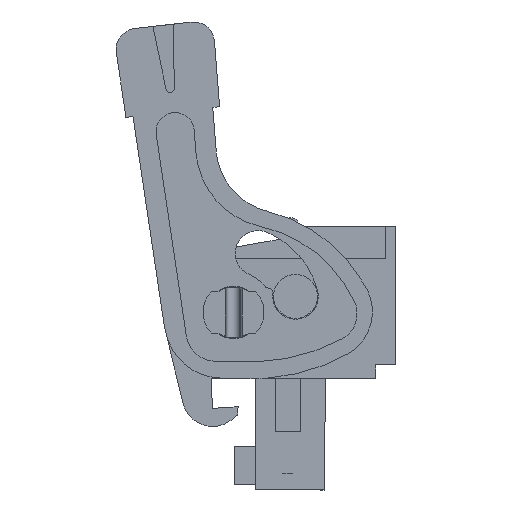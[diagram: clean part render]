
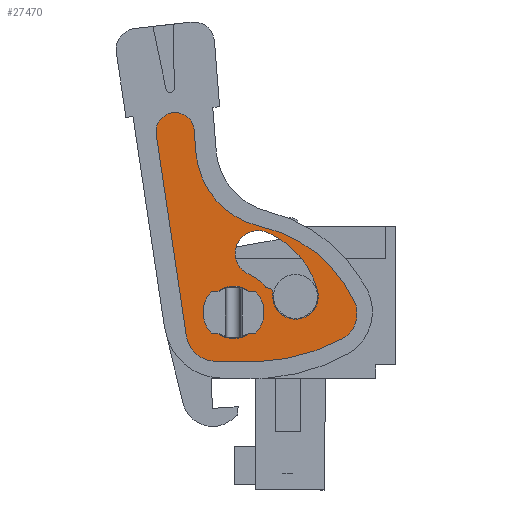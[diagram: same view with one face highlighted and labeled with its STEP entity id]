
A CAD part, left-side view. The second image highlights one B-rep face of the part: STEP entity #27470.
In plain terms, the highlighted planar face has unit normal (-1, 0, 0).
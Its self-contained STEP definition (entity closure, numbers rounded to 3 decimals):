
#27173=AXIS2_PLACEMENT_3D('Plane Axis2P3D',#27170,#27171,#27172) ;
#27302=AXIS2_PLACEMENT_3D('Circle Axis2P3D',#27300,#27301,$) ;
#27326=AXIS2_PLACEMENT_3D('Circle Axis2P3D',#27324,#27325,$) ;
#27352=AXIS2_PLACEMENT_3D('Circle Axis2P3D',#27350,#27351,$) ;
#27359=AXIS2_PLACEMENT_3D('Circle Axis2P3D',#27357,#27358,$) ;
#27366=AXIS2_PLACEMENT_3D('Circle Axis2P3D',#27364,#27365,$) ;
#27373=AXIS2_PLACEMENT_3D('Circle Axis2P3D',#27371,#27372,$) ;
#27396=AXIS2_PLACEMENT_3D('Circle Axis2P3D',#27394,#27395,$) ;
#27405=AXIS2_PLACEMENT_3D('Circle Axis2P3D',#27403,#27404,$) ;
#27412=AXIS2_PLACEMENT_3D('Circle Axis2P3D',#27410,#27411,$) ;
#27419=AXIS2_PLACEMENT_3D('Circle Axis2P3D',#27417,#27418,$) ;
#27426=AXIS2_PLACEMENT_3D('Circle Axis2P3D',#27424,#27425,$) ;
#27433=AXIS2_PLACEMENT_3D('Circle Axis2P3D',#27431,#27432,$) ;
#27440=AXIS2_PLACEMENT_3D('Circle Axis2P3D',#27438,#27439,$) ;
#27454=AXIS2_PLACEMENT_3D('Circle Axis2P3D',#27452,#27453,$) ;
#27463=AXIS2_PLACEMENT_3D('Circle Axis2P3D',#27461,#27462,$) ;
#27170=CARTESIAN_POINT('Axis2P3D Location',(1.1,1.4,0.)) ;
#27269=CARTESIAN_POINT('Line Origine',(1.1,13.287,15.072)) ;
#27273=CARTESIAN_POINT('Vertex',(1.1,12.398,9.121)) ;
#27275=CARTESIAN_POINT('Vertex',(1.1,14.176,21.023)) ;
#27300=CARTESIAN_POINT('Axis2P3D Location',(1.1,10.645,9.383)) ;
#27304=CARTESIAN_POINT('Vertex',(1.1,10.665,7.61)) ;
#27324=CARTESIAN_POINT('Axis2P3D Location',(1.1,13.058,21.19)) ;
#27328=CARTESIAN_POINT('Vertex',(1.1,11.931,21.279)) ;
#27343=CARTESIAN_POINT('Line Origine',(1.1,9.423,7.596)) ;
#27347=CARTESIAN_POINT('Vertex',(1.1,8.181,7.582)) ;
#27350=CARTESIAN_POINT('Axis2P3D Location',(1.1,8.615,19.073)) ;
#27354=CARTESIAN_POINT('Vertex',(1.1,3.202,8.927)) ;
#27357=CARTESIAN_POINT('Axis2P3D Location',(1.1,4.004,10.431)) ;
#27361=CARTESIAN_POINT('Vertex',(1.1,2.462,11.157)) ;
#27364=CARTESIAN_POINT('Axis2P3D Location',(1.1,9.73,7.737)) ;
#27368=CARTESIAN_POINT('Vertex',(1.1,8.015,15.585)) ;
#27371=CARTESIAN_POINT('Axis2P3D Location',(1.1,6.976,20.339)) ;
#27375=CARTESIAN_POINT('Vertex',(1.1,11.827,19.957)) ;
#27378=CARTESIAN_POINT('Line Origine',(1.1,11.879,20.618)) ;
#27394=CARTESIAN_POINT('Axis2P3D Location',(1.1,7.517,12.189)) ;
#27398=CARTESIAN_POINT('Vertex',(1.1,7.517,11.939)) ;
#27400=CARTESIAN_POINT('Vertex',(1.1,7.711,12.031)) ;
#27403=CARTESIAN_POINT('Axis2P3D Location',(1.1,9.6,10.5)) ;
#27407=CARTESIAN_POINT('Vertex',(1.1,8.672,12.747)) ;
#27410=CARTESIAN_POINT('Axis2P3D Location',(1.1,8.156,13.995)) ;
#27414=CARTESIAN_POINT('Vertex',(1.1,7.641,15.242)) ;
#27417=CARTESIAN_POINT('Axis2P3D Location',(1.1,9.6,10.5)) ;
#27421=CARTESIAN_POINT('Vertex',(1.1,4.633,11.789)) ;
#27424=CARTESIAN_POINT('Axis2P3D Location',(1.1,5.94,11.45)) ;
#27428=CARTESIAN_POINT('Vertex',(1.1,7.286,11.555)) ;
#27431=CARTESIAN_POINT('Axis2P3D Location',(1.1,6.887,11.524)) ;
#27435=CARTESIAN_POINT('Vertex',(1.1,7.274,11.625)) ;
#27438=CARTESIAN_POINT('Axis2P3D Location',(1.1,7.516,11.689)) ;
#27452=CARTESIAN_POINT('Axis2P3D Location',(1.1,9.6,10.5)) ;
#27456=CARTESIAN_POINT('Vertex',(1.1,9.6,8.95)) ;
#27458=CARTESIAN_POINT('Vertex',(1.1,9.6,12.05)) ;
#27461=CARTESIAN_POINT('Axis2P3D Location',(1.1,9.6,10.5)) ;
#27171=DIRECTION('Axis2P3D Direction',(1.,0.,0.)) ;
#27172=DIRECTION('Axis2P3D XDirection',(0.,1.,0.)) ;
#27270=DIRECTION('Vector Direction',(0.,0.148,0.989)) ;
#27301=DIRECTION('Axis2P3D Direction',(1.,0.,0.)) ;
#27325=DIRECTION('Axis2P3D Direction',(1.,0.,0.)) ;
#27344=DIRECTION('Vector Direction',(0.,1.,0.011)) ;
#27351=DIRECTION('Axis2P3D Direction',(1.,0.,0.)) ;
#27358=DIRECTION('Axis2P3D Direction',(1.,0.,0.)) ;
#27365=DIRECTION('Axis2P3D Direction',(1.,0.,0.)) ;
#27372=DIRECTION('Axis2P3D Direction',(1.,0.,0.)) ;
#27379=DIRECTION('Vector Direction',(0.,-0.078,-0.997)) ;
#27395=DIRECTION('Axis2P3D Direction',(1.,0.,0.)) ;
#27404=DIRECTION('Axis2P3D Direction',(1.,0.,0.)) ;
#27411=DIRECTION('Axis2P3D Direction',(1.,0.,0.)) ;
#27418=DIRECTION('Axis2P3D Direction',(1.,0.,0.)) ;
#27425=DIRECTION('Axis2P3D Direction',(1.,0.,0.)) ;
#27432=DIRECTION('Axis2P3D Direction',(1.,0.,0.)) ;
#27439=DIRECTION('Axis2P3D Direction',(1.,0.,0.)) ;
#27453=DIRECTION('Axis2P3D Direction',(1.,0.,0.)) ;
#27462=DIRECTION('Axis2P3D Direction',(1.,0.,0.)) ;
#27271=VECTOR('Line Direction',#27270,1.) ;
#27345=VECTOR('Line Direction',#27344,1.) ;
#27380=VECTOR('Line Direction',#27379,1.) ;
#27384=ORIENTED_EDGE('',*,*,#27306,.F.) ;
#27385=ORIENTED_EDGE('',*,*,#27349,.F.) ;
#27386=ORIENTED_EDGE('',*,*,#27356,.F.) ;
#27387=ORIENTED_EDGE('',*,*,#27363,.F.) ;
#27388=ORIENTED_EDGE('',*,*,#27370,.F.) ;
#27389=ORIENTED_EDGE('',*,*,#27377,.F.) ;
#27390=ORIENTED_EDGE('',*,*,#27382,.F.) ;
#27391=ORIENTED_EDGE('',*,*,#27330,.F.) ;
#27392=ORIENTED_EDGE('',*,*,#27277,.F.) ;
#27444=ORIENTED_EDGE('',*,*,#27402,.T.) ;
#27445=ORIENTED_EDGE('',*,*,#27409,.F.) ;
#27446=ORIENTED_EDGE('',*,*,#27416,.T.) ;
#27447=ORIENTED_EDGE('',*,*,#27423,.T.) ;
#27448=ORIENTED_EDGE('',*,*,#27430,.T.) ;
#27449=ORIENTED_EDGE('',*,*,#27437,.T.) ;
#27450=ORIENTED_EDGE('',*,*,#27442,.F.) ;
#27467=ORIENTED_EDGE('',*,*,#27460,.T.) ;
#27468=ORIENTED_EDGE('',*,*,#27465,.T.) ;
#27451=FACE_BOUND('',#27443,.T.) ;
#27469=FACE_BOUND('',#27466,.T.) ;
#27470=ADVANCED_FACE('lock',(#27393,#27451,#27469),#27174,.F.) ;
#27303=CIRCLE('generated circle',#27302,1.773) ;
#27327=CIRCLE('generated circle',#27326,1.131) ;
#27353=CIRCLE('generated circle',#27352,11.5) ;
#27360=CIRCLE('generated circle',#27359,1.705) ;
#27367=CIRCLE('generated circle',#27366,8.033) ;
#27374=CIRCLE('generated circle',#27373,4.866) ;
#27397=CIRCLE('generated circle',#27396,0.25) ;
#27406=CIRCLE('generated circle',#27405,2.431) ;
#27413=CIRCLE('generated circle',#27412,1.35) ;
#27420=CIRCLE('generated circle',#27419,5.131) ;
#27427=CIRCLE('generated circle',#27426,1.35) ;
#27434=CIRCLE('generated circle',#27433,0.4) ;
#27441=CIRCLE('generated circle',#27440,0.25) ;
#27455=CIRCLE('generated circle',#27454,1.55) ;
#27464=CIRCLE('generated circle',#27463,1.55) ;
#27277=EDGE_CURVE('',#27274,#27276,#27272,.T.) ;
#27306=EDGE_CURVE('',#27305,#27274,#27303,.T.) ;
#27330=EDGE_CURVE('',#27276,#27329,#27327,.T.) ;
#27349=EDGE_CURVE('',#27348,#27305,#27346,.T.) ;
#27356=EDGE_CURVE('',#27355,#27348,#27353,.T.) ;
#27363=EDGE_CURVE('',#27362,#27355,#27360,.T.) ;
#27370=EDGE_CURVE('',#27369,#27362,#27367,.T.) ;
#27377=EDGE_CURVE('',#27376,#27369,#27374,.F.) ;
#27382=EDGE_CURVE('',#27329,#27376,#27381,.T.) ;
#27402=EDGE_CURVE('',#27399,#27401,#27397,.T.) ;
#27409=EDGE_CURVE('',#27408,#27401,#27406,.T.) ;
#27416=EDGE_CURVE('',#27408,#27415,#27413,.T.) ;
#27423=EDGE_CURVE('',#27415,#27422,#27420,.T.) ;
#27430=EDGE_CURVE('',#27422,#27429,#27427,.T.) ;
#27437=EDGE_CURVE('',#27429,#27436,#27434,.T.) ;
#27442=EDGE_CURVE('',#27399,#27436,#27441,.T.) ;
#27460=EDGE_CURVE('',#27457,#27459,#27455,.T.) ;
#27465=EDGE_CURVE('',#27459,#27457,#27464,.T.) ;
#27383=EDGE_LOOP('',(#27384,#27385,#27386,#27387,#27388,#27389,#27390,#27391,#27392)) ;
#27443=EDGE_LOOP('',(#27444,#27445,#27446,#27447,#27448,#27449,#27450)) ;
#27466=EDGE_LOOP('',(#27467,#27468)) ;
#27393=FACE_OUTER_BOUND('',#27383,.T.) ;
#27272=LINE('Line',#27269,#27271) ;
#27346=LINE('Line',#27343,#27345) ;
#27381=LINE('Line',#27378,#27380) ;
#27174=PLANE('',#27173) ;
#27274=VERTEX_POINT('',#27273) ;
#27276=VERTEX_POINT('',#27275) ;
#27305=VERTEX_POINT('',#27304) ;
#27329=VERTEX_POINT('',#27328) ;
#27348=VERTEX_POINT('',#27347) ;
#27355=VERTEX_POINT('',#27354) ;
#27362=VERTEX_POINT('',#27361) ;
#27369=VERTEX_POINT('',#27368) ;
#27376=VERTEX_POINT('',#27375) ;
#27399=VERTEX_POINT('',#27398) ;
#27401=VERTEX_POINT('',#27400) ;
#27408=VERTEX_POINT('',#27407) ;
#27415=VERTEX_POINT('',#27414) ;
#27422=VERTEX_POINT('',#27421) ;
#27429=VERTEX_POINT('',#27428) ;
#27436=VERTEX_POINT('',#27435) ;
#27457=VERTEX_POINT('',#27456) ;
#27459=VERTEX_POINT('',#27458) ;
